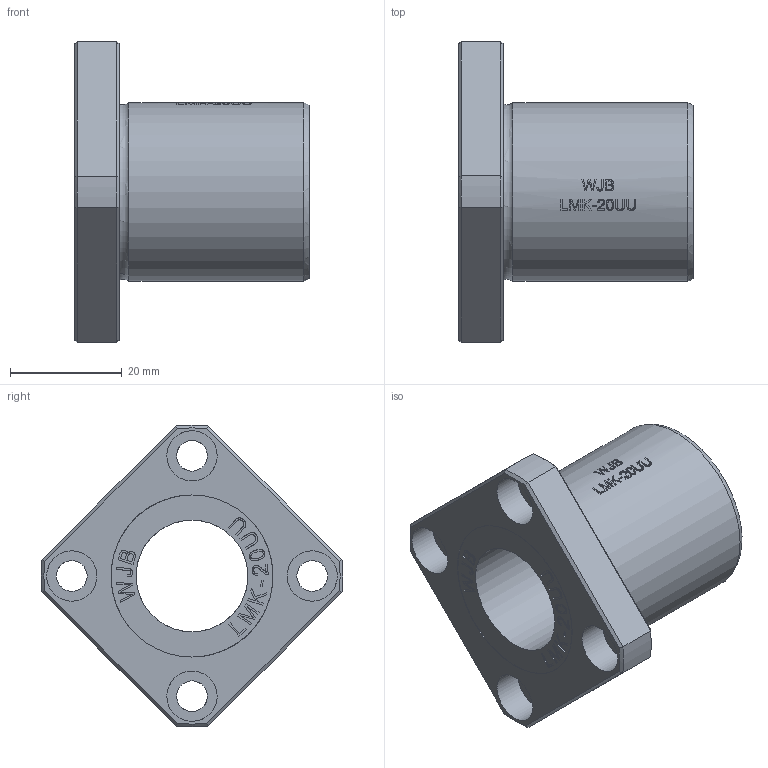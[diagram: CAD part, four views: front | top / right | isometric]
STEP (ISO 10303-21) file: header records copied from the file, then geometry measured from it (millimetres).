
FILE_DESCRIPTION(/* description */ (''),/* implementation_level */ '2;1');
FILE_NAME(/* name */ 'WJB-LMK-20UU.stp',/* time_stamp */ '2018-09-08T12:38:06+08:00',/* author */ (''),/* organization */ (''),/* preprocessor_version */ 'ST-DEVELOPER v11',/* originating_system */ 'SIEMENS UGS NX 6.0',/* authorisation */ '');
FILE_SCHEMA (('CONFIG_CONTROL_DESIGN'));
Length unit declared in the file: millimetre
Products named in the file (1): WJB-LMK-20UU
Bounding box: 42 x 53.97 x 53.97 mm (x, y, z)
Volume: 26214 mm3; surface area: 10707.6 mm2
Topology: 1 solids, 1 shells, 344 faces, 889 edges, 596 vertices
Faces by surface type: plane 217, extrusion 87, cylinder 30, cone 8, torus 2
Full cylindrical faces by diameter (mm): 5.5 x4, 9 x4, 20 x1, 29 x2, 32 x1
Entity records: 13741 total; most frequent: CARTESIAN_POINT 5952, ORIENTED_EDGE 1750, DIRECTION 1160, EDGE_CURVE 875, VERTEX_POINT 596, VECTOR 508, B_SPLINE_CURVE_WITH_KNOTS 473, LINE 421
